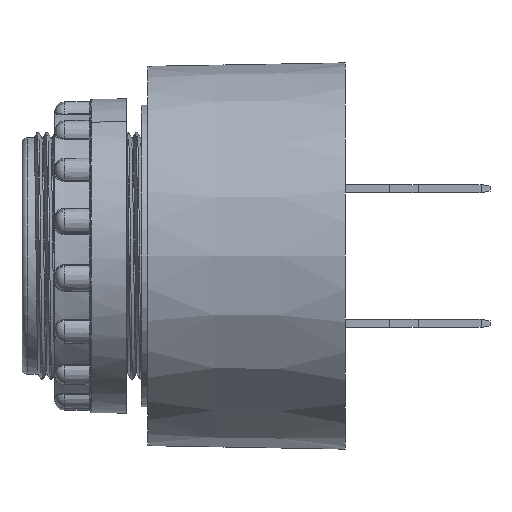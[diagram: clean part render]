
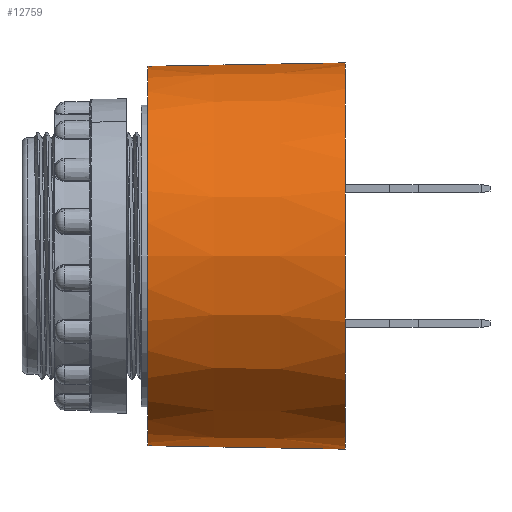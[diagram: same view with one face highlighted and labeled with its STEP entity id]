
A CAD part, front view. The second image highlights one B-rep face of the part: STEP entity #12759.
In plain terms, the highlighted conical face has half-angle 1 degrees and reference radius 21.5 mm.
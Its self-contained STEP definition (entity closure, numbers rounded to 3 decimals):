
#139 = DIRECTION ( 'NONE',  ( 0., 0., 1. ) ) ;
#159 = DIRECTION ( 'NONE',  ( -1., 0., 0. ) ) ;
#361 = AXIS2_PLACEMENT_3D ( 'NONE', #5756, #14618, #4305 ) ;
#1081 = CARTESIAN_POINT ( 'NONE',  ( 0.7, 0., 21.116 ) ) ;
#1201 = VECTOR ( 'NONE', #14347, 1000. ) ;
#1371 = LINE ( 'NONE', #6605, #16785 ) ;
#1998 = VERTEX_POINT ( 'NONE', #19319 ) ;
#2983 = EDGE_LOOP ( 'NONE', ( #9923, #17492, #14413, #5295 ) ) ;
#3124 = CONICAL_SURFACE ( 'NONE', #361, 21.5, 0.017 ) ;
#4305 = DIRECTION ( 'NONE',  ( 0., 0., -1. ) ) ;
#5108 = CARTESIAN_POINT ( 'NONE',  ( 22.7, 0., 21.5 ) ) ;
#5119 = EDGE_CURVE ( 'NONE', #13858, #13609, #1371, .T. ) ;
#5220 = LINE ( 'NONE', #8357, #1201 ) ;
#5295 = ORIENTED_EDGE ( 'NONE', *, *, #5307, .T. ) ;
#5307 = EDGE_CURVE ( 'NONE', #1998, #13609, #11978, .T. ) ;
#5633 = EDGE_CURVE ( 'NONE', #12336, #1998, #5220, .T. ) ;
#5756 = CARTESIAN_POINT ( 'NONE',  ( 22.7, 0., 0. ) ) ;
#6605 = CARTESIAN_POINT ( 'NONE',  ( 22.7, 0., 21.5 ) ) ;
#8357 = CARTESIAN_POINT ( 'NONE',  ( 22.7, 0., -21.5 ) ) ;
#8989 = FACE_OUTER_BOUND ( 'NONE', #2983, .T. ) ;
#9130 = DIRECTION ( 'NONE',  ( -1., 0., 0. ) ) ;
#9151 = CARTESIAN_POINT ( 'NONE',  ( 0.7, 0., 0. ) ) ;
#9923 = ORIENTED_EDGE ( 'NONE', *, *, #5119, .F. ) ;
#10417 = CIRCLE ( 'NONE', #13711, 21.116 ) ;
#10655 = DIRECTION ( 'NONE',  ( 0., 0., 1. ) ) ;
#11978 = CIRCLE ( 'NONE', #16513, 21.5 ) ;
#12336 = VERTEX_POINT ( 'NONE', #18148 ) ;
#12630 = DIRECTION ( 'NONE',  ( 1., 0., 0.017 ) ) ;
#12759 = ADVANCED_FACE ( 'NONE', ( #8989 ), #3124, .T. ) ;
#13609 = VERTEX_POINT ( 'NONE', #5108 ) ;
#13711 = AXIS2_PLACEMENT_3D ( 'NONE', #9151, #159, #10655 ) ;
#13858 = VERTEX_POINT ( 'NONE', #1081 ) ;
#14347 = DIRECTION ( 'NONE',  ( 1., 0., -0.017 ) ) ;
#14413 = ORIENTED_EDGE ( 'NONE', *, *, #5633, .T. ) ;
#14618 = DIRECTION ( 'NONE',  ( 1., 0., 0. ) ) ;
#14866 = EDGE_CURVE ( 'NONE', #12336, #13858, #10417, .T. ) ;
#16513 = AXIS2_PLACEMENT_3D ( 'NONE', #18022, #9130, #139 ) ;
#16785 = VECTOR ( 'NONE', #12630, 1000. ) ;
#17492 = ORIENTED_EDGE ( 'NONE', *, *, #14866, .F. ) ;
#18022 = CARTESIAN_POINT ( 'NONE',  ( 22.7, 0., 0. ) ) ;
#18148 = CARTESIAN_POINT ( 'NONE',  ( 0.7, 0., -21.116 ) ) ;
#19319 = CARTESIAN_POINT ( 'NONE',  ( 22.7, 0., -21.5 ) ) ;
